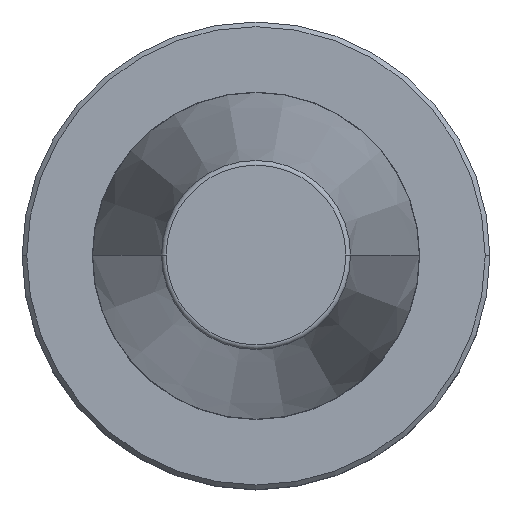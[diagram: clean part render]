
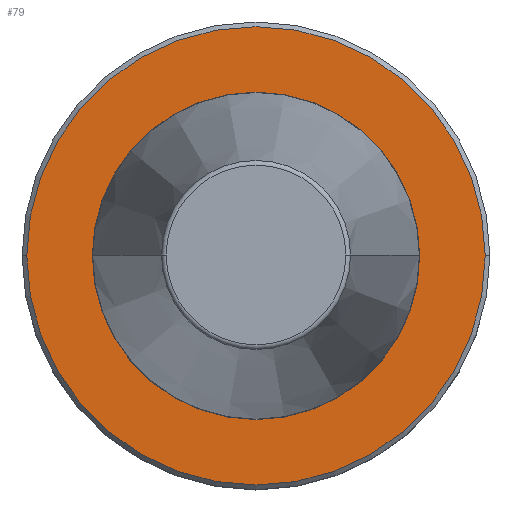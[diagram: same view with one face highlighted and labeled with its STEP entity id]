
A CAD part, top view. The second image highlights one B-rep face of the part: STEP entity #79.
In plain terms, the highlighted planar face has unit normal (0, 0, 1).
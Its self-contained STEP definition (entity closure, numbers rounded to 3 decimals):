
#5 = CIRCLE ( 'NONE', #818, 35. ) ;
#6 = CARTESIAN_POINT ( 'NONE',  ( 35., 0., -3. ) ) ;
#52 = CARTESIAN_POINT ( 'NONE',  ( 0., 0., -3. ) ) ;
#79 = ADVANCED_FACE ( 'NONE', ( #121, #1205 ), #531, .F. ) ;
#81 = VERTEX_POINT ( 'NONE', #366 ) ;
#121 = FACE_BOUND ( 'NONE', #796, .T. ) ;
#134 = ORIENTED_EDGE ( 'NONE', *, *, #695, .F. ) ;
#161 = CARTESIAN_POINT ( 'NONE',  ( -49., 0., -3. ) ) ;
#164 = DIRECTION ( 'NONE',  ( 1., 0., 0. ) ) ;
#189 = CARTESIAN_POINT ( 'NONE',  ( 0., 0., -3. ) ) ;
#225 = AXIS2_PLACEMENT_3D ( 'NONE', #875, #1327, #1315 ) ;
#309 = AXIS2_PLACEMENT_3D ( 'NONE', #52, #827, #164 ) ;
#366 = CARTESIAN_POINT ( 'NONE',  ( -35., 0., -3. ) ) ;
#374 = VERTEX_POINT ( 'NONE', #6 ) ;
#376 = AXIS2_PLACEMENT_3D ( 'NONE', #574, #1285, #499 ) ;
#424 = VERTEX_POINT ( 'NONE', #161 ) ;
#462 = EDGE_CURVE ( 'NONE', #1123, #424, #892, .T. ) ;
#499 = DIRECTION ( 'NONE',  ( -1., 0., 0. ) ) ;
#512 = CIRCLE ( 'NONE', #309, 35. ) ;
#531 = PLANE ( 'NONE',  #376 ) ;
#574 = CARTESIAN_POINT ( 'NONE',  ( 0., 49., -3. ) ) ;
#614 = ORIENTED_EDGE ( 'NONE', *, *, #1194, .F. ) ;
#625 = DIRECTION ( 'NONE',  ( 1., 0., 0. ) ) ;
#695 = EDGE_CURVE ( 'NONE', #374, #81, #5, .T. ) ;
#711 = CARTESIAN_POINT ( 'NONE',  ( 0., 0., -3. ) ) ;
#715 = EDGE_CURVE ( 'NONE', #424, #1123, #1065, .T. ) ;
#738 = ORIENTED_EDGE ( 'NONE', *, *, #715, .T. ) ;
#796 = EDGE_LOOP ( 'NONE', ( #134, #614 ) ) ;
#807 = AXIS2_PLACEMENT_3D ( 'NONE', #711, #1161, #625 ) ;
#818 = AXIS2_PLACEMENT_3D ( 'NONE', #189, #952, #1037 ) ;
#827 = DIRECTION ( 'NONE',  ( 0., 0., 1. ) ) ;
#875 = CARTESIAN_POINT ( 'NONE',  ( 0., 0., -3. ) ) ;
#892 = CIRCLE ( 'NONE', #225, 49. ) ;
#897 = EDGE_LOOP ( 'NONE', ( #738, #1096 ) ) ;
#952 = DIRECTION ( 'NONE',  ( 0., 0., 1. ) ) ;
#1037 = DIRECTION ( 'NONE',  ( 1., 0., 0. ) ) ;
#1065 = CIRCLE ( 'NONE', #807, 49. ) ;
#1096 = ORIENTED_EDGE ( 'NONE', *, *, #462, .T. ) ;
#1123 = VERTEX_POINT ( 'NONE', #1368 ) ;
#1161 = DIRECTION ( 'NONE',  ( 0., 0., 1. ) ) ;
#1194 = EDGE_CURVE ( 'NONE', #81, #374, #512, .T. ) ;
#1205 = FACE_OUTER_BOUND ( 'NONE', #897, .T. ) ;
#1285 = DIRECTION ( 'NONE',  ( 0., 0., -1. ) ) ;
#1315 = DIRECTION ( 'NONE',  ( 1., 0., 0. ) ) ;
#1327 = DIRECTION ( 'NONE',  ( 0., 0., 1. ) ) ;
#1368 = CARTESIAN_POINT ( 'NONE',  ( 49., 0., -3. ) ) ;
